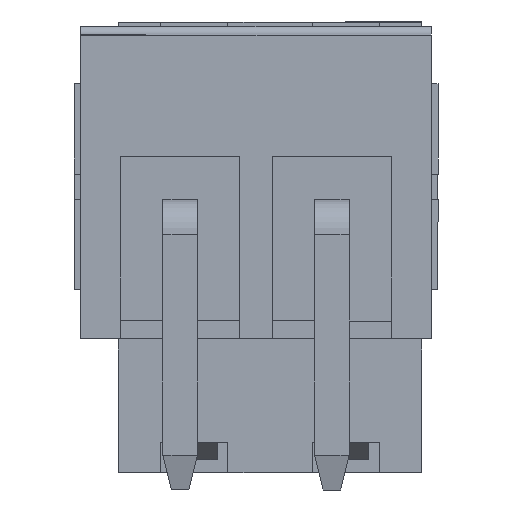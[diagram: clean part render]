
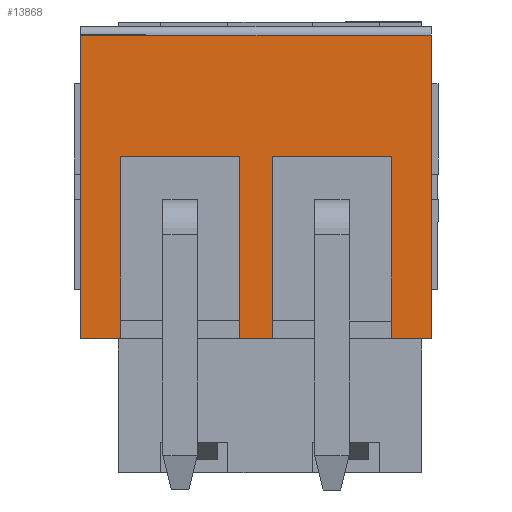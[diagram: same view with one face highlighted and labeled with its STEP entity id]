
A CAD part, left-side view. The second image highlights one B-rep face of the part: STEP entity #13868.
In plain terms, the highlighted face is planar.
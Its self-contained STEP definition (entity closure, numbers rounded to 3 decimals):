
#13296 = VERTEX_POINT('',#13297);
#13297 = CARTESIAN_POINT('',(4.05,-3.6,-4.6));
#13303 = EDGE_CURVE('',#13296,#13304,#13306,.T.);
#13304 = VERTEX_POINT('',#13305);
#13305 = CARTESIAN_POINT('',(4.05,3.4,-4.6));
#13306 = LINE('',#13307,#13308);
#13307 = CARTESIAN_POINT('',(4.05,-3.6,-4.6));
#13308 = VECTOR('',#13309,1.);
#13309 = DIRECTION('',(0.,1.,0.));
#13554 = VERTEX_POINT('',#13555);
#13555 = CARTESIAN_POINT('',(-4.05,3.4,-4.6));
#13561 = EDGE_CURVE('',#13562,#13554,#13564,.T.);
#13562 = VERTEX_POINT('',#13563);
#13563 = CARTESIAN_POINT('',(-4.05,-3.6,-4.6));
#13564 = LINE('',#13565,#13566);
#13565 = CARTESIAN_POINT('',(-4.05,-3.6,-4.6));
#13566 = VECTOR('',#13567,1.);
#13567 = DIRECTION('',(0.,1.,0.));
#13868 = ADVANCED_FACE('',(#13869),#13949,.F.);
#13869 = FACE_BOUND('',#13870,.T.);
#13870 = EDGE_LOOP('',(#13871,#13872,#13878,#13879,#13887,#13895,#13903,
    #13911,#13919,#13927,#13935,#13943));
#13871 = ORIENTED_EDGE('',*,*,#13561,.T.);
#13872 = ORIENTED_EDGE('',*,*,#13873,.T.);
#13873 = EDGE_CURVE('',#13554,#13304,#13874,.T.);
#13874 = LINE('',#13875,#13876);
#13875 = CARTESIAN_POINT('',(-10.268,3.4,-4.6));
#13876 = VECTOR('',#13877,1.);
#13877 = DIRECTION('',(1.,0.,0.));
#13878 = ORIENTED_EDGE('',*,*,#13303,.F.);
#13879 = ORIENTED_EDGE('',*,*,#13880,.T.);
#13880 = EDGE_CURVE('',#13296,#13881,#13883,.T.);
#13881 = VERTEX_POINT('',#13882);
#13882 = CARTESIAN_POINT('',(3.125,-3.6,-4.6));
#13883 = LINE('',#13884,#13885);
#13884 = CARTESIAN_POINT('',(4.05,-3.6,-4.6));
#13885 = VECTOR('',#13886,1.);
#13886 = DIRECTION('',(-1.,0.,0.));
#13887 = ORIENTED_EDGE('',*,*,#13888,.T.);
#13888 = EDGE_CURVE('',#13881,#13889,#13891,.T.);
#13889 = VERTEX_POINT('',#13890);
#13890 = CARTESIAN_POINT('',(3.125,0.6,-4.6));
#13891 = LINE('',#13892,#13893);
#13892 = CARTESIAN_POINT('',(3.125,-3.6,-4.6));
#13893 = VECTOR('',#13894,1.);
#13894 = DIRECTION('',(0.,1.,0.));
#13895 = ORIENTED_EDGE('',*,*,#13896,.F.);
#13896 = EDGE_CURVE('',#13897,#13889,#13899,.T.);
#13897 = VERTEX_POINT('',#13898);
#13898 = CARTESIAN_POINT('',(0.375,0.6,-4.6));
#13899 = LINE('',#13900,#13901);
#13900 = CARTESIAN_POINT('',(0.375,0.6,-4.6));
#13901 = VECTOR('',#13902,1.);
#13902 = DIRECTION('',(1.,0.,0.));
#13903 = ORIENTED_EDGE('',*,*,#13904,.F.);
#13904 = EDGE_CURVE('',#13905,#13897,#13907,.T.);
#13905 = VERTEX_POINT('',#13906);
#13906 = CARTESIAN_POINT('',(0.375,-3.6,-4.6));
#13907 = LINE('',#13908,#13909);
#13908 = CARTESIAN_POINT('',(0.375,-3.6,-4.6));
#13909 = VECTOR('',#13910,1.);
#13910 = DIRECTION('',(0.,1.,0.));
#13911 = ORIENTED_EDGE('',*,*,#13912,.T.);
#13912 = EDGE_CURVE('',#13905,#13913,#13915,.T.);
#13913 = VERTEX_POINT('',#13914);
#13914 = CARTESIAN_POINT('',(-0.375,-3.6,-4.6));
#13915 = LINE('',#13916,#13917);
#13916 = CARTESIAN_POINT('',(4.05,-3.6,-4.6));
#13917 = VECTOR('',#13918,1.);
#13918 = DIRECTION('',(-1.,0.,0.));
#13919 = ORIENTED_EDGE('',*,*,#13920,.T.);
#13920 = EDGE_CURVE('',#13913,#13921,#13923,.T.);
#13921 = VERTEX_POINT('',#13922);
#13922 = CARTESIAN_POINT('',(-0.375,0.6,-4.6));
#13923 = LINE('',#13924,#13925);
#13924 = CARTESIAN_POINT('',(-0.375,-3.6,-4.6));
#13925 = VECTOR('',#13926,1.);
#13926 = DIRECTION('',(0.,1.,0.));
#13927 = ORIENTED_EDGE('',*,*,#13928,.F.);
#13928 = EDGE_CURVE('',#13929,#13921,#13931,.T.);
#13929 = VERTEX_POINT('',#13930);
#13930 = CARTESIAN_POINT('',(-3.125,0.6,-4.6));
#13931 = LINE('',#13932,#13933);
#13932 = CARTESIAN_POINT('',(-3.125,0.6,-4.6));
#13933 = VECTOR('',#13934,1.);
#13934 = DIRECTION('',(1.,0.,0.));
#13935 = ORIENTED_EDGE('',*,*,#13936,.F.);
#13936 = EDGE_CURVE('',#13937,#13929,#13939,.T.);
#13937 = VERTEX_POINT('',#13938);
#13938 = CARTESIAN_POINT('',(-3.125,-3.6,-4.6));
#13939 = LINE('',#13940,#13941);
#13940 = CARTESIAN_POINT('',(-3.125,-3.6,-4.6));
#13941 = VECTOR('',#13942,1.);
#13942 = DIRECTION('',(0.,1.,0.));
#13943 = ORIENTED_EDGE('',*,*,#13944,.T.);
#13944 = EDGE_CURVE('',#13937,#13562,#13945,.T.);
#13945 = LINE('',#13946,#13947);
#13946 = CARTESIAN_POINT('',(4.05,-3.6,-4.6));
#13947 = VECTOR('',#13948,1.);
#13948 = DIRECTION('',(-1.,0.,0.));
#13949 = PLANE('',#13950);
#13950 = AXIS2_PLACEMENT_3D('',#13951,#13952,#13953);
#13951 = CARTESIAN_POINT('',(4.05,-3.6,-4.6));
#13952 = DIRECTION('',(0.,0.,1.));
#13953 = DIRECTION('',(1.,0.,-0.));
